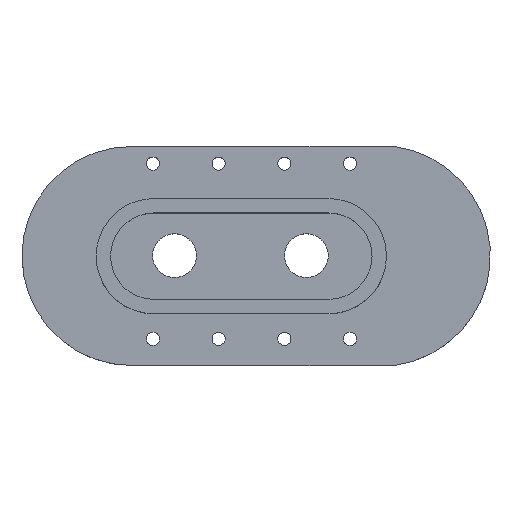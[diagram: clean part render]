
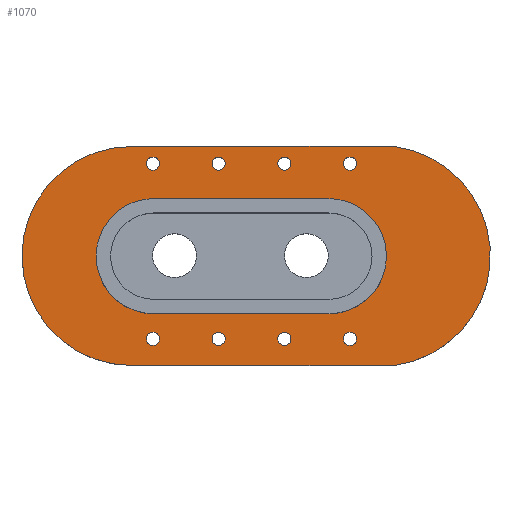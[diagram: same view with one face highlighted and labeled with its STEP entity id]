
A CAD part, top view. The second image highlights one B-rep face of the part: STEP entity #1070.
In plain terms, the highlighted planar face has unit normal (0, 0, 1).
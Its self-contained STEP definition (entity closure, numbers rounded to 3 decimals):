
#61=CARTESIAN_POINT('Vertex',(90.154,23.573,20.)) ;
#66=CARTESIAN_POINT('Axis2P3D Location',(90.154,49.865,20.)) ;
#70=CARTESIAN_POINT('Vertex',(90.154,76.158,20.)) ;
#101=CARTESIAN_POINT('Vertex',(10.154,23.573,20.)) ;
#106=CARTESIAN_POINT('Line Origine',(50.154,23.573,20.)) ;
#128=CARTESIAN_POINT('Line Origine',(50.154,76.158,20.)) ;
#132=CARTESIAN_POINT('Vertex',(10.154,76.158,20.)) ;
#210=CARTESIAN_POINT('Axis2P3D Location',(10.154,49.865,20.)) ;
#329=CARTESIAN_POINT('Vertex',(120.,100.,20.)) ;
#343=CARTESIAN_POINT('Vertex',(0.,100.,20.)) ;
#346=CARTESIAN_POINT('Line Origine',(60.,100.,20.)) ;
#369=CARTESIAN_POINT('Vertex',(120.,0.,20.)) ;
#377=CARTESIAN_POINT('Axis2P3D Location',(113.49,50.,20.)) ;
#400=CARTESIAN_POINT('Vertex',(0.,0.,20.)) ;
#408=CARTESIAN_POINT('Line Origine',(60.,0.,20.)) ;
#430=CARTESIAN_POINT('Axis2P3D Location',(0.,50.,20.)) ;
#442=CARTESIAN_POINT('Axis2P3D Location',(0.,0.,20.)) ;
#594=CARTESIAN_POINT('Vertex',(96.802,12.154,20.)) ;
#597=CARTESIAN_POINT('Axis2P3D Location',(99.802,12.154,20.)) ;
#601=CARTESIAN_POINT('Vertex',(102.802,12.154,20.)) ;
#621=CARTESIAN_POINT('Axis2P3D Location',(99.802,12.154,20.)) ;
#651=CARTESIAN_POINT('Vertex',(42.802,92.154,20.)) ;
#654=CARTESIAN_POINT('Axis2P3D Location',(39.802,92.154,20.)) ;
#658=CARTESIAN_POINT('Vertex',(36.802,92.154,20.)) ;
#678=CARTESIAN_POINT('Axis2P3D Location',(39.802,92.154,20.)) ;
#708=CARTESIAN_POINT('Vertex',(102.802,92.154,20.)) ;
#711=CARTESIAN_POINT('Axis2P3D Location',(99.802,92.154,20.)) ;
#715=CARTESIAN_POINT('Vertex',(96.802,92.154,20.)) ;
#735=CARTESIAN_POINT('Axis2P3D Location',(99.802,92.154,20.)) ;
#765=CARTESIAN_POINT('Vertex',(12.802,92.154,20.)) ;
#768=CARTESIAN_POINT('Axis2P3D Location',(9.802,92.154,20.)) ;
#772=CARTESIAN_POINT('Vertex',(6.802,92.154,20.)) ;
#792=CARTESIAN_POINT('Axis2P3D Location',(9.802,92.154,20.)) ;
#822=CARTESIAN_POINT('Vertex',(72.802,92.154,20.)) ;
#825=CARTESIAN_POINT('Axis2P3D Location',(69.802,92.154,20.)) ;
#829=CARTESIAN_POINT('Vertex',(66.802,92.154,20.)) ;
#849=CARTESIAN_POINT('Axis2P3D Location',(69.802,92.154,20.)) ;
#879=CARTESIAN_POINT('Vertex',(12.802,12.154,20.)) ;
#882=CARTESIAN_POINT('Axis2P3D Location',(9.802,12.154,20.)) ;
#886=CARTESIAN_POINT('Vertex',(6.802,12.154,20.)) ;
#906=CARTESIAN_POINT('Axis2P3D Location',(9.802,12.154,20.)) ;
#1004=CARTESIAN_POINT('Axis2P3D Location',(69.802,12.154,20.)) ;
#1008=CARTESIAN_POINT('Vertex',(72.802,12.154,20.)) ;
#1010=CARTESIAN_POINT('Vertex',(66.802,12.154,20.)) ;
#1013=CARTESIAN_POINT('Axis2P3D Location',(69.802,12.154,20.)) ;
#1052=CARTESIAN_POINT('Axis2P3D Location',(39.802,12.154,20.)) ;
#1056=CARTESIAN_POINT('Vertex',(42.802,12.154,20.)) ;
#1058=CARTESIAN_POINT('Vertex',(36.802,12.154,20.)) ;
#1061=CARTESIAN_POINT('Axis2P3D Location',(39.802,12.154,20.)) ;
#67=DIRECTION('Axis2P3D Direction',(0.,0.,1.)) ;
#107=DIRECTION('Vector Direction',(1.,0.,0.)) ;
#129=DIRECTION('Vector Direction',(1.,0.,0.)) ;
#211=DIRECTION('Axis2P3D Direction',(0.,0.,1.)) ;
#347=DIRECTION('Vector Direction',(1.,0.,0.)) ;
#378=DIRECTION('Axis2P3D Direction',(0.,0.,1.)) ;
#409=DIRECTION('Vector Direction',(1.,0.,0.)) ;
#431=DIRECTION('Axis2P3D Direction',(0.,0.,1.)) ;
#443=DIRECTION('Axis2P3D Direction',(0.,0.,1.)) ;
#444=DIRECTION('Axis2P3D XDirection',(1.,0.,0.)) ;
#598=DIRECTION('Axis2P3D Direction',(0.,0.,1.)) ;
#622=DIRECTION('Axis2P3D Direction',(0.,0.,1.)) ;
#655=DIRECTION('Axis2P3D Direction',(0.,0.,1.)) ;
#679=DIRECTION('Axis2P3D Direction',(0.,0.,1.)) ;
#712=DIRECTION('Axis2P3D Direction',(0.,0.,1.)) ;
#736=DIRECTION('Axis2P3D Direction',(0.,0.,1.)) ;
#769=DIRECTION('Axis2P3D Direction',(0.,0.,1.)) ;
#793=DIRECTION('Axis2P3D Direction',(0.,0.,1.)) ;
#826=DIRECTION('Axis2P3D Direction',(0.,0.,1.)) ;
#850=DIRECTION('Axis2P3D Direction',(0.,0.,1.)) ;
#883=DIRECTION('Axis2P3D Direction',(0.,0.,1.)) ;
#907=DIRECTION('Axis2P3D Direction',(0.,0.,1.)) ;
#1005=DIRECTION('Axis2P3D Direction',(0.,0.,1.)) ;
#1014=DIRECTION('Axis2P3D Direction',(0.,0.,1.)) ;
#1053=DIRECTION('Axis2P3D Direction',(0.,0.,1.)) ;
#1062=DIRECTION('Axis2P3D Direction',(0.,0.,1.)) ;
#68=AXIS2_PLACEMENT_3D('Circle Axis2P3D',#66,#67,$) ;
#212=AXIS2_PLACEMENT_3D('Circle Axis2P3D',#210,#211,$) ;
#379=AXIS2_PLACEMENT_3D('Circle Axis2P3D',#377,#378,$) ;
#432=AXIS2_PLACEMENT_3D('Circle Axis2P3D',#430,#431,$) ;
#445=AXIS2_PLACEMENT_3D('Plane Axis2P3D',#442,#443,#444) ;
#599=AXIS2_PLACEMENT_3D('Circle Axis2P3D',#597,#598,$) ;
#623=AXIS2_PLACEMENT_3D('Circle Axis2P3D',#621,#622,$) ;
#656=AXIS2_PLACEMENT_3D('Circle Axis2P3D',#654,#655,$) ;
#680=AXIS2_PLACEMENT_3D('Circle Axis2P3D',#678,#679,$) ;
#713=AXIS2_PLACEMENT_3D('Circle Axis2P3D',#711,#712,$) ;
#737=AXIS2_PLACEMENT_3D('Circle Axis2P3D',#735,#736,$) ;
#770=AXIS2_PLACEMENT_3D('Circle Axis2P3D',#768,#769,$) ;
#794=AXIS2_PLACEMENT_3D('Circle Axis2P3D',#792,#793,$) ;
#827=AXIS2_PLACEMENT_3D('Circle Axis2P3D',#825,#826,$) ;
#851=AXIS2_PLACEMENT_3D('Circle Axis2P3D',#849,#850,$) ;
#884=AXIS2_PLACEMENT_3D('Circle Axis2P3D',#882,#883,$) ;
#908=AXIS2_PLACEMENT_3D('Circle Axis2P3D',#906,#907,$) ;
#1006=AXIS2_PLACEMENT_3D('Circle Axis2P3D',#1004,#1005,$) ;
#1015=AXIS2_PLACEMENT_3D('Circle Axis2P3D',#1013,#1014,$) ;
#1054=AXIS2_PLACEMENT_3D('Circle Axis2P3D',#1052,#1053,$) ;
#1063=AXIS2_PLACEMENT_3D('Circle Axis2P3D',#1061,#1062,$) ;
#999=ORIENTED_EDGE('',*,*,#434,.T.) ;
#1000=ORIENTED_EDGE('',*,*,#412,.T.) ;
#1001=ORIENTED_EDGE('',*,*,#381,.T.) ;
#1002=ORIENTED_EDGE('',*,*,#350,.T.) ;
#1019=ORIENTED_EDGE('',*,*,#1012,.F.) ;
#1020=ORIENTED_EDGE('',*,*,#1017,.F.) ;
#1023=ORIENTED_EDGE('',*,*,#625,.F.) ;
#1024=ORIENTED_EDGE('',*,*,#603,.F.) ;
#1027=ORIENTED_EDGE('',*,*,#214,.F.) ;
#1028=ORIENTED_EDGE('',*,*,#134,.F.) ;
#1029=ORIENTED_EDGE('',*,*,#72,.F.) ;
#1030=ORIENTED_EDGE('',*,*,#110,.F.) ;
#1033=ORIENTED_EDGE('',*,*,#888,.F.) ;
#1034=ORIENTED_EDGE('',*,*,#910,.F.) ;
#1037=ORIENTED_EDGE('',*,*,#717,.F.) ;
#1038=ORIENTED_EDGE('',*,*,#739,.F.) ;
#1041=ORIENTED_EDGE('',*,*,#831,.F.) ;
#1042=ORIENTED_EDGE('',*,*,#853,.F.) ;
#1045=ORIENTED_EDGE('',*,*,#660,.F.) ;
#1046=ORIENTED_EDGE('',*,*,#682,.F.) ;
#1049=ORIENTED_EDGE('',*,*,#774,.F.) ;
#1050=ORIENTED_EDGE('',*,*,#796,.F.) ;
#1067=ORIENTED_EDGE('',*,*,#1060,.F.) ;
#1068=ORIENTED_EDGE('',*,*,#1065,.F.) ;
#1021=FACE_BOUND('',#1018,.T.) ;
#1025=FACE_BOUND('',#1022,.T.) ;
#1031=FACE_BOUND('',#1026,.T.) ;
#1035=FACE_BOUND('',#1032,.T.) ;
#1039=FACE_BOUND('',#1036,.T.) ;
#1043=FACE_BOUND('',#1040,.T.) ;
#1047=FACE_BOUND('',#1044,.T.) ;
#1051=FACE_BOUND('',#1048,.T.) ;
#1069=FACE_BOUND('',#1066,.T.) ;
#108=VECTOR('Line Direction',#107,1.) ;
#130=VECTOR('Line Direction',#129,1.) ;
#348=VECTOR('Line Direction',#347,1.) ;
#410=VECTOR('Line Direction',#409,1.) ;
#1070=ADVANCED_FACE('PartBody',(#1003,#1021,#1025,#1031,#1035,#1039,#1043,#1047,#1051,#1069),#446,.T.) ;
#69=CIRCLE('generated circle',#68,26.292) ;
#213=CIRCLE('generated circle',#212,26.292) ;
#380=CIRCLE('generated circle',#379,50.422) ;
#433=CIRCLE('generated circle',#432,50.) ;
#600=CIRCLE('generated circle',#599,3.) ;
#624=CIRCLE('generated circle',#623,3.) ;
#657=CIRCLE('generated circle',#656,3.) ;
#681=CIRCLE('generated circle',#680,3.) ;
#714=CIRCLE('generated circle',#713,3.) ;
#738=CIRCLE('generated circle',#737,3.) ;
#771=CIRCLE('generated circle',#770,3.) ;
#795=CIRCLE('generated circle',#794,3.) ;
#828=CIRCLE('generated circle',#827,3.) ;
#852=CIRCLE('generated circle',#851,3.) ;
#885=CIRCLE('generated circle',#884,3.) ;
#909=CIRCLE('generated circle',#908,3.) ;
#1007=CIRCLE('generated circle',#1006,3.) ;
#1016=CIRCLE('generated circle',#1015,3.) ;
#1055=CIRCLE('generated circle',#1054,3.) ;
#1064=CIRCLE('generated circle',#1063,3.) ;
#72=EDGE_CURVE('',#62,#71,#69,.T.) ;
#110=EDGE_CURVE('',#102,#62,#109,.T.) ;
#134=EDGE_CURVE('',#71,#133,#131,.F.) ;
#214=EDGE_CURVE('',#133,#102,#213,.T.) ;
#350=EDGE_CURVE('',#330,#344,#349,.F.) ;
#381=EDGE_CURVE('',#370,#330,#380,.T.) ;
#412=EDGE_CURVE('',#401,#370,#411,.T.) ;
#434=EDGE_CURVE('',#344,#401,#433,.T.) ;
#603=EDGE_CURVE('',#595,#602,#600,.T.) ;
#625=EDGE_CURVE('',#602,#595,#624,.T.) ;
#660=EDGE_CURVE('',#652,#659,#657,.T.) ;
#682=EDGE_CURVE('',#659,#652,#681,.T.) ;
#717=EDGE_CURVE('',#709,#716,#714,.T.) ;
#739=EDGE_CURVE('',#716,#709,#738,.T.) ;
#774=EDGE_CURVE('',#766,#773,#771,.T.) ;
#796=EDGE_CURVE('',#773,#766,#795,.T.) ;
#831=EDGE_CURVE('',#823,#830,#828,.T.) ;
#853=EDGE_CURVE('',#830,#823,#852,.T.) ;
#888=EDGE_CURVE('',#880,#887,#885,.T.) ;
#910=EDGE_CURVE('',#887,#880,#909,.T.) ;
#1012=EDGE_CURVE('',#1009,#1011,#1007,.T.) ;
#1017=EDGE_CURVE('',#1011,#1009,#1016,.T.) ;
#1060=EDGE_CURVE('',#1057,#1059,#1055,.T.) ;
#1065=EDGE_CURVE('',#1059,#1057,#1064,.T.) ;
#998=EDGE_LOOP('',(#999,#1000,#1001,#1002)) ;
#1018=EDGE_LOOP('',(#1019,#1020)) ;
#1022=EDGE_LOOP('',(#1023,#1024)) ;
#1026=EDGE_LOOP('',(#1027,#1028,#1029,#1030)) ;
#1032=EDGE_LOOP('',(#1033,#1034)) ;
#1036=EDGE_LOOP('',(#1037,#1038)) ;
#1040=EDGE_LOOP('',(#1041,#1042)) ;
#1044=EDGE_LOOP('',(#1045,#1046)) ;
#1048=EDGE_LOOP('',(#1049,#1050)) ;
#1066=EDGE_LOOP('',(#1067,#1068)) ;
#1003=FACE_OUTER_BOUND('',#998,.T.) ;
#109=LINE('Line',#106,#108) ;
#131=LINE('Line',#128,#130) ;
#349=LINE('Line',#346,#348) ;
#411=LINE('Line',#408,#410) ;
#446=PLANE('',#445) ;
#62=VERTEX_POINT('',#61) ;
#71=VERTEX_POINT('',#70) ;
#102=VERTEX_POINT('',#101) ;
#133=VERTEX_POINT('',#132) ;
#330=VERTEX_POINT('',#329) ;
#344=VERTEX_POINT('',#343) ;
#370=VERTEX_POINT('',#369) ;
#401=VERTEX_POINT('',#400) ;
#595=VERTEX_POINT('',#594) ;
#602=VERTEX_POINT('',#601) ;
#652=VERTEX_POINT('',#651) ;
#659=VERTEX_POINT('',#658) ;
#709=VERTEX_POINT('',#708) ;
#716=VERTEX_POINT('',#715) ;
#766=VERTEX_POINT('',#765) ;
#773=VERTEX_POINT('',#772) ;
#823=VERTEX_POINT('',#822) ;
#830=VERTEX_POINT('',#829) ;
#880=VERTEX_POINT('',#879) ;
#887=VERTEX_POINT('',#886) ;
#1009=VERTEX_POINT('',#1008) ;
#1011=VERTEX_POINT('',#1010) ;
#1057=VERTEX_POINT('',#1056) ;
#1059=VERTEX_POINT('',#1058) ;
